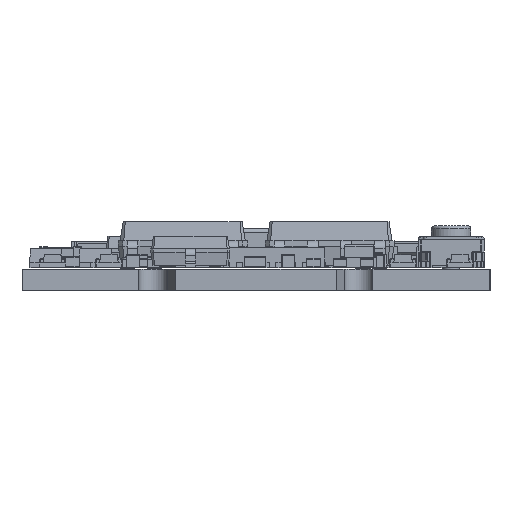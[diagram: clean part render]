
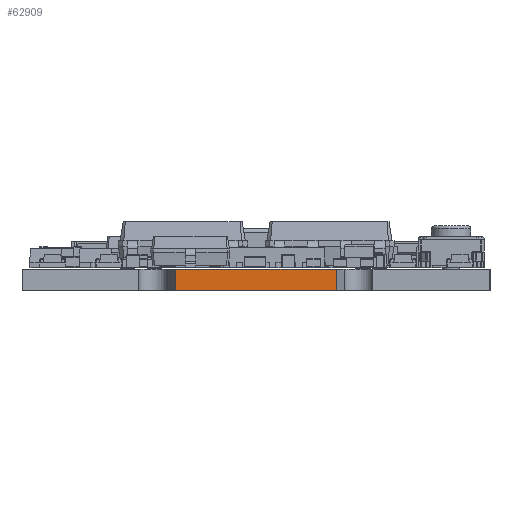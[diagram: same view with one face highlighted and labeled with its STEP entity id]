
A CAD part, left-side view. The second image highlights one B-rep face of the part: STEP entity #62909.
In plain terms, the highlighted planar face has unit normal (-1, 0, 0).
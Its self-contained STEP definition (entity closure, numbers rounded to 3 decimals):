
#59942 = VERTEX_POINT('',#59943);
#59943 = CARTESIAN_POINT('',(-1.14,5.845,0.));
#59949 = EDGE_CURVE('',#59942,#59950,#59952,.T.);
#59950 = VERTEX_POINT('',#59951);
#59951 = CARTESIAN_POINT('',(-1.14,11.94,0.));
#59952 = LINE('',#59953,#59954);
#59953 = CARTESIAN_POINT('',(-1.14,5.845,0.));
#59954 = VECTOR('',#59955,1.);
#59955 = DIRECTION('',(0.,1.,0.));
#61126 = VERTEX_POINT('',#61127);
#61127 = CARTESIAN_POINT('',(-1.14,5.845,0.8));
#61133 = EDGE_CURVE('',#61126,#61134,#61136,.T.);
#61134 = VERTEX_POINT('',#61135);
#61135 = CARTESIAN_POINT('',(-1.14,11.94,0.8));
#61136 = LINE('',#61137,#61138);
#61137 = CARTESIAN_POINT('',(-1.14,5.845,0.8));
#61138 = VECTOR('',#61139,1.);
#61139 = DIRECTION('',(0.,1.,0.));
#62896 = EDGE_CURVE('',#59950,#61134,#62897,.T.);
#62897 = LINE('',#62898,#62899);
#62898 = CARTESIAN_POINT('',(-1.14,11.94,0.));
#62899 = VECTOR('',#62900,1.);
#62900 = DIRECTION('',(0.,0.,1.));
#62909 = ADVANCED_FACE('',(#62910),#62921,.T.);
#62910 = FACE_BOUND('',#62911,.T.);
#62911 = EDGE_LOOP('',(#62912,#62918,#62919,#62920));
#62912 = ORIENTED_EDGE('',*,*,#62913,.T.);
#62913 = EDGE_CURVE('',#59942,#61126,#62914,.T.);
#62914 = LINE('',#62915,#62916);
#62915 = CARTESIAN_POINT('',(-1.14,5.845,0.));
#62916 = VECTOR('',#62917,1.);
#62917 = DIRECTION('',(0.,0.,1.));
#62918 = ORIENTED_EDGE('',*,*,#61133,.T.);
#62919 = ORIENTED_EDGE('',*,*,#62896,.F.);
#62920 = ORIENTED_EDGE('',*,*,#59949,.F.);
#62921 = PLANE('',#62922);
#62922 = AXIS2_PLACEMENT_3D('',#62923,#62924,#62925);
#62923 = CARTESIAN_POINT('',(-1.14,5.845,0.));
#62924 = DIRECTION('',(-1.,0.,0.));
#62925 = DIRECTION('',(0.,1.,0.));
